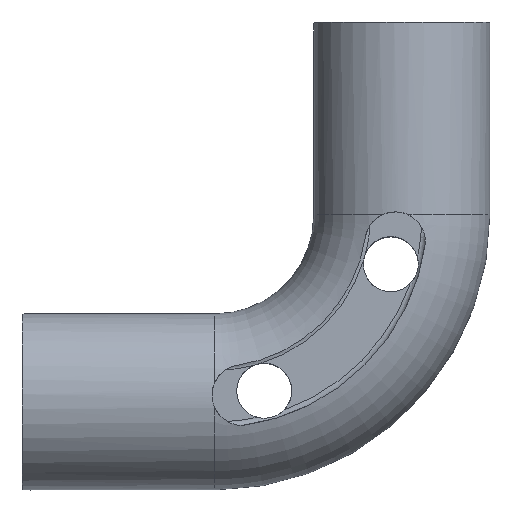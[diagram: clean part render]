
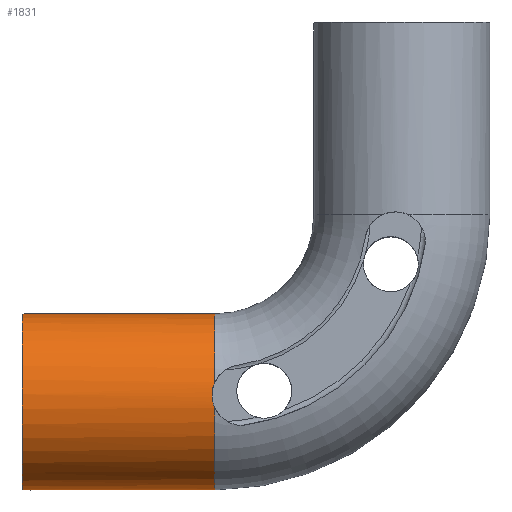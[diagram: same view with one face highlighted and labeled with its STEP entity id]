
A CAD part, top view. The second image highlights one B-rep face of the part: STEP entity #1831.
In plain terms, the highlighted cylindrical face has radius 16 mm (diameter 32 mm), a partial arc.
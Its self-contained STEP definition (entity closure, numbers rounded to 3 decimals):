
#1484=CARTESIAN_POINT('',(16.,0.,0.0));
#1485=VERTEX_POINT('',#1484);
#1493=CARTESIAN_POINT('',(16.,33.,0.0));
#1494=VERTEX_POINT('',#1493);
#1495=CARTESIAN_POINT('',(16.,0.,0.0));
#1496=DIRECTION('',(0.0,1.0,0.0));
#1497=VECTOR('',#1496,33.0);
#1498=LINE('',#1495,#1497);
#1499=EDGE_CURVE('',#1485,#1494,#1498,.T.);
#1662=CARTESIAN_POINT('',(-16.,33.,0.0));
#1663=VERTEX_POINT('',#1662);
#1670=CARTESIAN_POINT('',(-16.,0.,0.0));
#1671=VERTEX_POINT('',#1670);
#1672=CARTESIAN_POINT('',(-16.,0.,0.0));
#1673=DIRECTION('',(0.0,1.0,0.0));
#1674=VECTOR('',#1673,33.0);
#1675=LINE('',#1672,#1674);
#1676=EDGE_CURVE('',#1671,#1663,#1675,.T.);
#1694=CARTESIAN_POINT('',(15.875,35.,-2.));
#1695=VERTEX_POINT('',#1694);
#1696=CARTESIAN_POINT('',(16.,33.,0.));
#1697=CARTESIAN_POINT('',(16.,33.251,0.));
#1698=CARTESIAN_POINT('',(16.,33.519,-0.05));
#1699=CARTESIAN_POINT('',(15.998,34.012,-0.254));
#1700=CARTESIAN_POINT('',(15.996,34.237,-0.408));
#1701=CARTESIAN_POINT('',(15.983,34.592,-0.764));
#1702=CARTESIAN_POINT('',(15.971,34.746,-0.989));
#1703=CARTESIAN_POINT('',(15.933,34.95,-1.482));
#1704=CARTESIAN_POINT('',(15.906,35.,-1.75));
#1705=CARTESIAN_POINT('',(15.875,35.,-2.));
#1706=B_SPLINE_CURVE_WITH_KNOTS('',3,(#1696,#1697,#1698,#1699,#1700,#1701,#1702,#1703,#1704,#1705),.UNSPECIFIED.,.F.,.U.,(4,2,2,2,4),(0.606,0.681,0.757,0.832,0.908),.UNSPECIFIED.);
#1707=EDGE_CURVE('',#1494,#1695,#1706,.T.);
#1740=CARTESIAN_POINT('',(-15.875,35.,-2.));
#1741=VERTEX_POINT('',#1740);
#1742=CARTESIAN_POINT('',(0.,35.,0.));
#1743=DIRECTION('',(0.0,1.0,0.0));
#1744=DIRECTION('',(-1.0,0.0,0.0));
#1745=AXIS2_PLACEMENT_3D('',#1742,#1743,#1744);
#1746=CIRCLE('',#1745,16.0);
#1747=EDGE_CURVE('',#1695,#1741,#1746,.T.);
#1767=CARTESIAN_POINT('',(0.,0.,0.0));
#1768=DIRECTION('',(0.,1.0,0.));
#1769=DIRECTION('',(-1.0,0.0,0.0));
#1770=AXIS2_PLACEMENT_3D('',#1767,#1768,#1769);
#1771=CYLINDRICAL_SURFACE('',#1770,16.0);
#1772=ORIENTED_EDGE('',*,*,#1707,.F.);
#1773=ORIENTED_EDGE('',*,*,#1499,.F.);
#1774=CARTESIAN_POINT('',(1.083,0.,-15.963));
#1775=VERTEX_POINT('',#1774);
#1776=CARTESIAN_POINT('',(0.,0.,0.0));
#1777=DIRECTION('',(0.0,1.0,0.0));
#1778=DIRECTION('',(-1.0,0.0,0.0));
#1779=AXIS2_PLACEMENT_3D('',#1776,#1777,#1778);
#1780=CIRCLE('',#1779,16.0);
#1781=EDGE_CURVE('',#1485,#1775,#1780,.T.);
#1782=ORIENTED_EDGE('',*,*,#1781,.T.);
#1783=CARTESIAN_POINT('',(0.,0.366,-16.0));
#1784=VERTEX_POINT('',#1783);
#1785=CARTESIAN_POINT('',(1.083,0.,-15.963));
#1786=CARTESIAN_POINT('',(1.02,0.029,-15.968));
#1787=CARTESIAN_POINT('',(0.957,0.056,-15.971));
#1788=CARTESIAN_POINT('',(0.604,0.202,-15.991));
#1789=CARTESIAN_POINT('',(0.303,0.297,-16.0));
#1790=CARTESIAN_POINT('',(0.,0.366,-16.0));
#1791=B_SPLINE_CURVE_WITH_KNOTS('',3,(#1785,#1786,#1787,#1788,#1789,#1790),.UNSPECIFIED.,.F.,.U.,(4,2,4),(0.605,0.625,0.714),.UNSPECIFIED.);
#1792=EDGE_CURVE('',#1775,#1784,#1791,.T.);
#1793=ORIENTED_EDGE('',*,*,#1792,.T.);
#1794=CARTESIAN_POINT('',(-3.5,0.,-15.613));
#1795=VERTEX_POINT('',#1794);
#1796=CARTESIAN_POINT('',(0.,0.366,-16.0));
#1797=CARTESIAN_POINT('',(-0.405,0.457,-16.0));
#1798=CARTESIAN_POINT('',(-0.814,0.5,-15.984));
#1799=CARTESIAN_POINT('',(-1.913,0.5,-15.901));
#1800=CARTESIAN_POINT('',(-2.656,0.357,-15.793));
#1801=CARTESIAN_POINT('',(-3.39,0.049,-15.637));
#1802=CARTESIAN_POINT('',(-3.445,0.025,-15.625));
#1803=CARTESIAN_POINT('',(-3.5,0.,-15.613));
#1804=B_SPLINE_CURVE_WITH_KNOTS('',3,(#1796,#1797,#1798,#1799,#1800,#1801,#1802,#1803),.UNSPECIFIED.,.F.,.U.,(4,2,2,4),(0.714,0.832,1.044,1.062),.UNSPECIFIED.);
#1805=EDGE_CURVE('',#1784,#1795,#1804,.T.);
#1806=ORIENTED_EDGE('',*,*,#1805,.T.);
#1807=CARTESIAN_POINT('',(0.,0.,0.0));
#1808=DIRECTION('',(0.0,1.0,0.0));
#1809=DIRECTION('',(-1.0,0.0,0.0));
#1810=AXIS2_PLACEMENT_3D('',#1807,#1808,#1809);
#1811=CIRCLE('',#1810,16.0);
#1812=EDGE_CURVE('',#1795,#1671,#1811,.T.);
#1813=ORIENTED_EDGE('',*,*,#1812,.T.);
#1814=ORIENTED_EDGE('',*,*,#1676,.T.);
#1815=CARTESIAN_POINT('',(-15.875,35.,-2.));
#1816=CARTESIAN_POINT('',(-15.906,35.,-1.75));
#1817=CARTESIAN_POINT('',(-15.933,34.95,-1.482));
#1818=CARTESIAN_POINT('',(-15.971,34.746,-0.989));
#1819=CARTESIAN_POINT('',(-15.983,34.592,-0.764));
#1820=CARTESIAN_POINT('',(-15.996,34.237,-0.408));
#1821=CARTESIAN_POINT('',(-15.998,34.012,-0.254));
#1822=CARTESIAN_POINT('',(-16.,33.519,-0.05));
#1823=CARTESIAN_POINT('',(-16.,33.251,0.));
#1824=CARTESIAN_POINT('',(-16.,33.,0.));
#1825=B_SPLINE_CURVE_WITH_KNOTS('',3,(#1815,#1816,#1817,#1818,#1819,#1820,#1821,#1822,#1823,#1824),.UNSPECIFIED.,.F.,.U.,(4,2,2,2,4),(0.304,0.38,0.455,0.53,0.606),.UNSPECIFIED.);
#1826=EDGE_CURVE('',#1741,#1663,#1825,.T.);
#1827=ORIENTED_EDGE('',*,*,#1826,.F.);
#1828=ORIENTED_EDGE('',*,*,#1747,.F.);
#1829=EDGE_LOOP('',(#1772,#1773,#1782,#1793,#1806,#1813,#1814,#1827,#1828));
#1830=FACE_OUTER_BOUND('',#1829,.T.);
#1831=ADVANCED_FACE('',(#1830),#1771,.T.);
